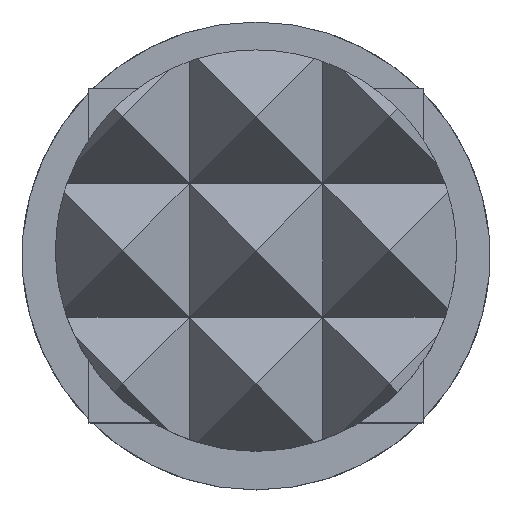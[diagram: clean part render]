
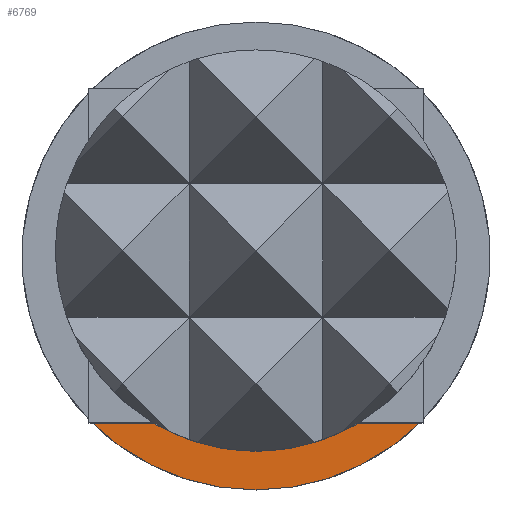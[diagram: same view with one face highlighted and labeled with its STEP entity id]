
A CAD part, top view. The second image highlights one B-rep face of the part: STEP entity #6769.
In plain terms, the highlighted planar face has unit normal (0, 0, 1).
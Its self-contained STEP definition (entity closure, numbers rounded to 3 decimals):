
#49 = AXIS2_PLACEMENT_3D ( 'NONE', #548, #557, #558 ) ;
#548 = CARTESIAN_POINT ( 'NONE',  ( 0., 0.5, -1.6 ) ) ;
#555 = PLANE ( 'NONE',  #49 ) ;
#557 = DIRECTION ( 'NONE',  ( 0., 0., -1. ) ) ;
#558 = DIRECTION ( 'NONE',  ( 0., 1., 0. ) ) ;
#684 = FACE_OUTER_BOUND ( 'NONE', #6591, .T. ) ;
#1068 = ORIENTED_EDGE ( 'NONE', *, *, #3645, .F. ) ;
#1069 = ORIENTED_EDGE ( 'NONE', *, *, #3644, .T. ) ;
#1070 = ORIENTED_EDGE ( 'NONE', *, *, #4132, .T. ) ;
#1231 = CARTESIAN_POINT ( 'NONE',  ( 0.49, -0.5, -1.6 ) ) ;
#2801 = VERTEX_POINT ( 'NONE', #3731 ) ;
#3120 = LINE ( 'NONE', #7285, #3131 ) ;
#3128 = CIRCLE ( 'NONE', #4002, 0.7 ) ;
#3131 = VECTOR ( 'NONE', #7259, 1000. ) ;
#3644 = EDGE_CURVE ( 'NONE', #2801, #4883, #3128, .T. ) ;
#3645 = EDGE_CURVE ( 'NONE', #2801, #8001, #3120, .T. ) ;
#3731 = CARTESIAN_POINT ( 'NONE',  ( -0.49, -0.5, -1.6 ) ) ;
#4002 = AXIS2_PLACEMENT_3D ( 'NONE', #7286, #7287, #7288 ) ;
#4028 = AXIS2_PLACEMENT_3D ( 'NONE', #6046, #6047, #6048 ) ;
#4132 = EDGE_CURVE ( 'NONE', #4883, #8001, #6895, .T. ) ;
#4883 = VERTEX_POINT ( 'NONE', #5440 ) ;
#5440 = CARTESIAN_POINT ( 'NONE',  ( 0., -0.7, -1.6 ) ) ;
#6046 = CARTESIAN_POINT ( 'NONE',  ( 0., 0., -1.6 ) ) ;
#6047 = DIRECTION ( 'NONE',  ( 0., 0., 1. ) ) ;
#6048 = DIRECTION ( 'NONE',  ( 0., -1., 0. ) ) ;
#6591 = EDGE_LOOP ( 'NONE', ( #1068, #1069, #1070 ) ) ;
#6769 = ADVANCED_FACE ( 'NONE', ( #684 ), #555, .F. ) ;
#6895 = CIRCLE ( 'NONE', #4028, 0.7 ) ;
#7259 = DIRECTION ( 'NONE',  ( 1., 0., 0. ) ) ;
#7285 = CARTESIAN_POINT ( 'NONE',  ( -0.5, -0.5, -1.6 ) ) ;
#7286 = CARTESIAN_POINT ( 'NONE',  ( 0., 0., -1.6 ) ) ;
#7287 = DIRECTION ( 'NONE',  ( 0., 0., 1. ) ) ;
#7288 = DIRECTION ( 'NONE',  ( 0., -1., 0. ) ) ;
#8001 = VERTEX_POINT ( 'NONE', #1231 ) ;
